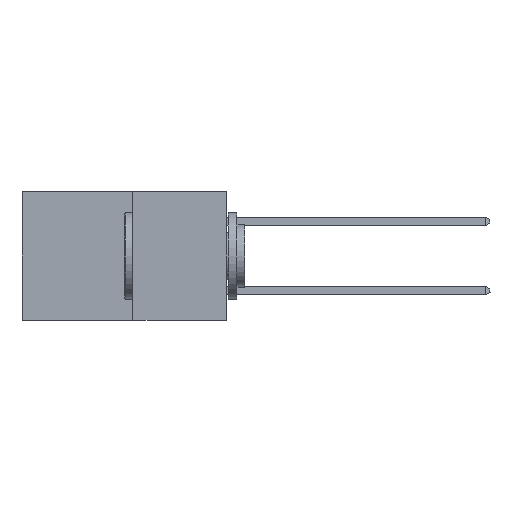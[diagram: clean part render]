
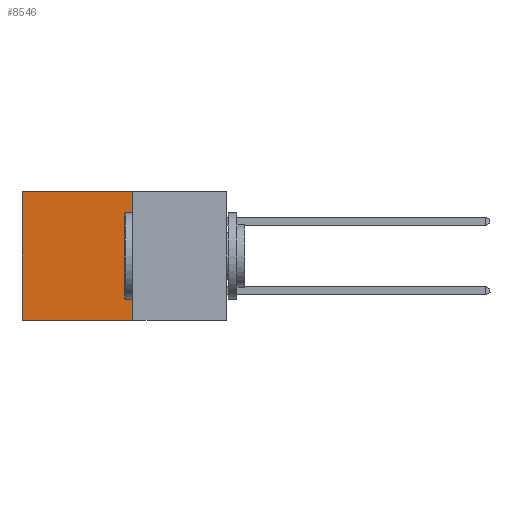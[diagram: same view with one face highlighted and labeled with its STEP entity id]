
A CAD part, left-side view. The second image highlights one B-rep face of the part: STEP entity #8546.
In plain terms, the highlighted planar face has unit normal (-1, 0, 0).
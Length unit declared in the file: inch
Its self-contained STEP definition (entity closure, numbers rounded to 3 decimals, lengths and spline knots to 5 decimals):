
#140 = VECTOR ( 'NONE', #1006, 39.37008 ) ;
#171 = VERTEX_POINT ( 'NONE', #4574 ) ;
#232 = VECTOR ( 'NONE', #7825, 39.37008 ) ;
#556 = DIRECTION ( 'NONE',  ( 1., 0., 0. ) ) ;
#756 = EDGE_CURVE ( 'NONE', #6843, #8070, #2584, .T. ) ;
#1006 = DIRECTION ( 'NONE',  ( 0., 0., -1. ) ) ;
#1068 = CARTESIAN_POINT ( 'NONE',  ( 0.277, 0.27, -0.37 ) ) ;
#1382 = LINE ( 'NONE', #6066, #3365 ) ;
#1731 = ORIENTED_EDGE ( 'NONE', *, *, #2797, .T. ) ;
#1835 = EDGE_LOOP ( 'NONE', ( #9218, #2768, #9235, #1731 ) ) ;
#2161 = CARTESIAN_POINT ( 'NONE',  ( 0.277, 0.27, -0.37 ) ) ;
#2584 = LINE ( 'NONE', #9366, #140 ) ;
#2768 = ORIENTED_EDGE ( 'NONE', *, *, #4404, .F. ) ;
#2797 = EDGE_CURVE ( 'NONE', #6843, #171, #1382, .T. ) ;
#3006 = EDGE_CURVE ( 'NONE', #171, #6885, #6878, .T. ) ;
#3365 = VECTOR ( 'NONE', #7361, 39.37008 ) ;
#3669 = DIRECTION ( 'NONE',  ( 0., 1., 0. ) ) ;
#3723 = CARTESIAN_POINT ( 'NONE',  ( 0.277, 0.27, -0.37 ) ) ;
#4239 = LINE ( 'NONE', #3723, #8034 ) ;
#4404 = EDGE_CURVE ( 'NONE', #8070, #6885, #4239, .T. ) ;
#4574 = CARTESIAN_POINT ( 'NONE',  ( 0.277, 0.59, 0. ) ) ;
#6066 = CARTESIAN_POINT ( 'NONE',  ( 0.277, 0.27, 0. ) ) ;
#6495 = DIRECTION ( 'NONE',  ( 0., 0., -1. ) ) ;
#6843 = VERTEX_POINT ( 'NONE', #8083 ) ;
#6878 = LINE ( 'NONE', #8681, #232 ) ;
#6885 = VERTEX_POINT ( 'NONE', #8745 ) ;
#7317 = AXIS2_PLACEMENT_3D ( 'NONE', #2161, #556, #6495 ) ;
#7361 = DIRECTION ( 'NONE',  ( 0., 1., 0. ) ) ;
#7825 = DIRECTION ( 'NONE',  ( 0., 0., -1. ) ) ;
#8034 = VECTOR ( 'NONE', #3669, 39.37008 ) ;
#8070 = VERTEX_POINT ( 'NONE', #1068 ) ;
#8083 = CARTESIAN_POINT ( 'NONE',  ( 0.277, 0.27, 0. ) ) ;
#8546 = ADVANCED_FACE ( 'NONE', ( #9626 ), #9773, .F. ) ;
#8681 = CARTESIAN_POINT ( 'NONE',  ( 0.277, 0.59, -0.37 ) ) ;
#8745 = CARTESIAN_POINT ( 'NONE',  ( 0.277, 0.59, -0.37 ) ) ;
#9218 = ORIENTED_EDGE ( 'NONE', *, *, #3006, .T. ) ;
#9235 = ORIENTED_EDGE ( 'NONE', *, *, #756, .F. ) ;
#9366 = CARTESIAN_POINT ( 'NONE',  ( 0.277, 0.27, -0.37 ) ) ;
#9626 = FACE_OUTER_BOUND ( 'NONE', #1835, .T. ) ;
#9773 = PLANE ( 'NONE',  #7317 ) ;
